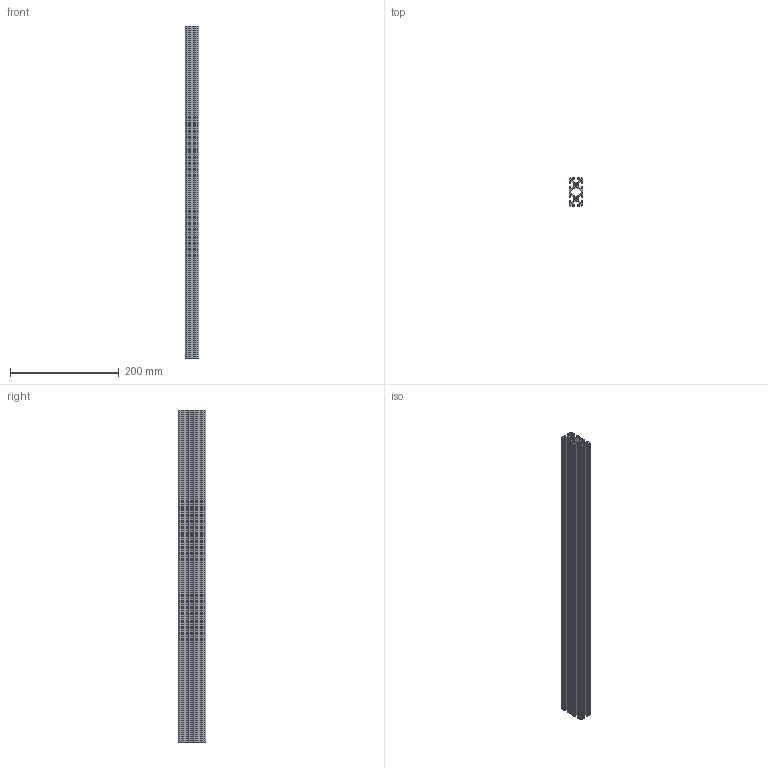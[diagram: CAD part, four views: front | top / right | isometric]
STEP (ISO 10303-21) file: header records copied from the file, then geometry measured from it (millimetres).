
FILE_DESCRIPTION (( 'STEP AP203' ), '1' );
FILE_NAME ('47065T213_T-Slotted Framing.STEP', '2022-11-15T03:04:13', ( 'Administrator' ), ( 'Managed by Terraform' ), 'SwSTEP 2.0', 'SolidWorks 2017', '' );
FILE_SCHEMA (( 'CONFIG_CONTROL_DESIGN' ));
Length unit declared in the file: inch
Products named in the file (1): 47065T213_T-Slotted Framing
Bounding box: 25.4 x 50.8 x 609.6 mm (x, y, z)
Volume: 310508.2 mm3; surface area: 245146.1 mm2
Topology: 1 solids, 1 shells, 166 faces, 492 edges, 328 vertices
Faces by surface type: cylinder 88, plane 78
Entity records: 5703 total; most frequent: DIRECTION 1002, CARTESIAN_POINT 987, ORIENTED_EDGE 984, EDGE_CURVE 492, AXIS2_PLACEMENT_3D 343, VERTEX_POINT 328, VECTOR 316, LINE 316
